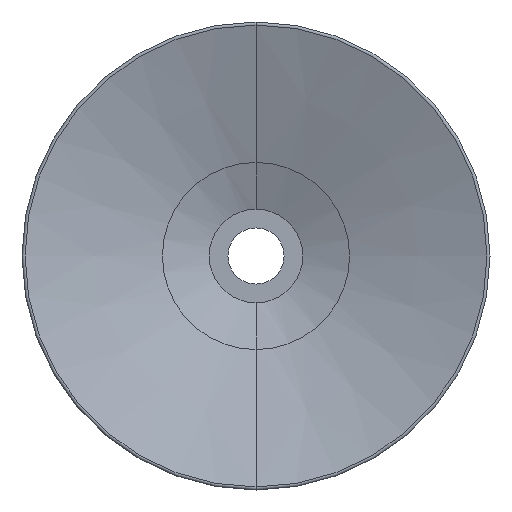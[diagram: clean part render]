
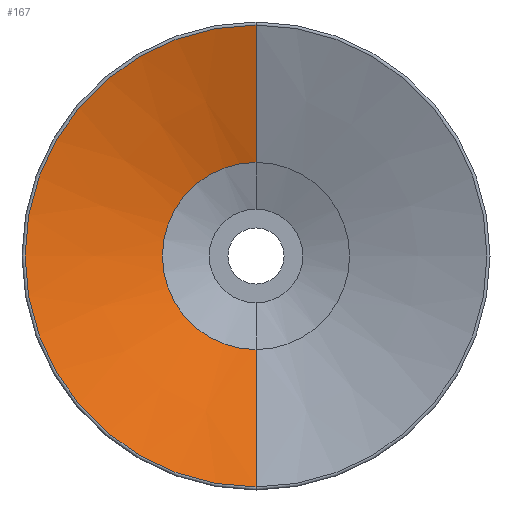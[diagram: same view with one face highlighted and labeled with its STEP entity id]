
A CAD part, front view. The second image highlights one B-rep face of the part: STEP entity #167.
In plain terms, the highlighted conical face has half-angle 71.247 degrees and reference radius 5 mm.
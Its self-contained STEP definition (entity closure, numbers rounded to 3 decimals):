
#28 = LINE ( 'NONE', #822, #760 ) ;
#36 = VERTEX_POINT ( 'NONE', #856 ) ;
#43 = VERTEX_POINT ( 'NONE', #868 ) ;
#49 = CARTESIAN_POINT ( 'NONE',  ( 0., -15.5, 5. ) ) ;
#62 = DIRECTION ( 'NONE',  ( 0., 0., -1. ) ) ;
#94 = CARTESIAN_POINT ( 'NONE',  ( 0., -15.5, 5. ) ) ;
#154 = DIRECTION ( 'NONE',  ( 0., -1., 0. ) ) ;
#167 = ADVANCED_FACE ( 'NONE', ( #992 ), #447, .F. ) ;
#202 = ORIENTED_EDGE ( 'NONE', *, *, #378, .F. ) ;
#291 = EDGE_CURVE ( 'NONE', #989, #310, #667, .T. ) ;
#309 = AXIS2_PLACEMENT_3D ( 'NONE', #975, #154, #62 ) ;
#310 = VERTEX_POINT ( 'NONE', #94 ) ;
#378 = EDGE_CURVE ( 'NONE', #989, #43, #28, .T. ) ;
#387 = EDGE_LOOP ( 'NONE', ( #1089, #1076, #576, #202 ) ) ;
#392 = CARTESIAN_POINT ( 'NONE',  ( 0., -17.991, 0. ) ) ;
#401 = AXIS2_PLACEMENT_3D ( 'NONE', #392, #1111, #658 ) ;
#447 = CONICAL_SURFACE ( 'NONE', #309, 5., 1.243 ) ;
#464 = VECTOR ( 'NONE', #1053, 1000. ) ;
#537 = CARTESIAN_POINT ( 'NONE',  ( 0., -15.5, 0. ) ) ;
#576 = ORIENTED_EDGE ( 'NONE', *, *, #757, .F. ) ;
#658 = DIRECTION ( 'NONE',  ( 0., 0., 1. ) ) ;
#667 = CIRCLE ( 'NONE', #836, 5. ) ;
#668 = LINE ( 'NONE', #49, #464 ) ;
#715 = DIRECTION ( 'NONE',  ( 0., -0.321, -0.947 ) ) ;
#757 = EDGE_CURVE ( 'NONE', #43, #36, #1128, .T. ) ;
#760 = VECTOR ( 'NONE', #715, 1000. ) ;
#777 = CARTESIAN_POINT ( 'NONE',  ( 0., -15.5, -5. ) ) ;
#822 = CARTESIAN_POINT ( 'NONE',  ( 0., -15.5, -5. ) ) ;
#836 = AXIS2_PLACEMENT_3D ( 'NONE', #537, #1096, #994 ) ;
#856 = CARTESIAN_POINT ( 'NONE',  ( 0., -17.991, 12.337 ) ) ;
#868 = CARTESIAN_POINT ( 'NONE',  ( 0., -17.991, -12.337 ) ) ;
#898 = EDGE_CURVE ( 'NONE', #310, #36, #668, .T. ) ;
#975 = CARTESIAN_POINT ( 'NONE',  ( 0., -15.5, 0. ) ) ;
#989 = VERTEX_POINT ( 'NONE', #777 ) ;
#992 = FACE_OUTER_BOUND ( 'NONE', #387, .T. ) ;
#994 = DIRECTION ( 'NONE',  ( 0., 0., 1. ) ) ;
#1053 = DIRECTION ( 'NONE',  ( 0., -0.321, 0.947 ) ) ;
#1076 = ORIENTED_EDGE ( 'NONE', *, *, #898, .T. ) ;
#1089 = ORIENTED_EDGE ( 'NONE', *, *, #291, .T. ) ;
#1096 = DIRECTION ( 'NONE',  ( 0., 1., 0. ) ) ;
#1111 = DIRECTION ( 'NONE',  ( 0., 1., 0. ) ) ;
#1128 = CIRCLE ( 'NONE', #401, 12.337 ) ;
